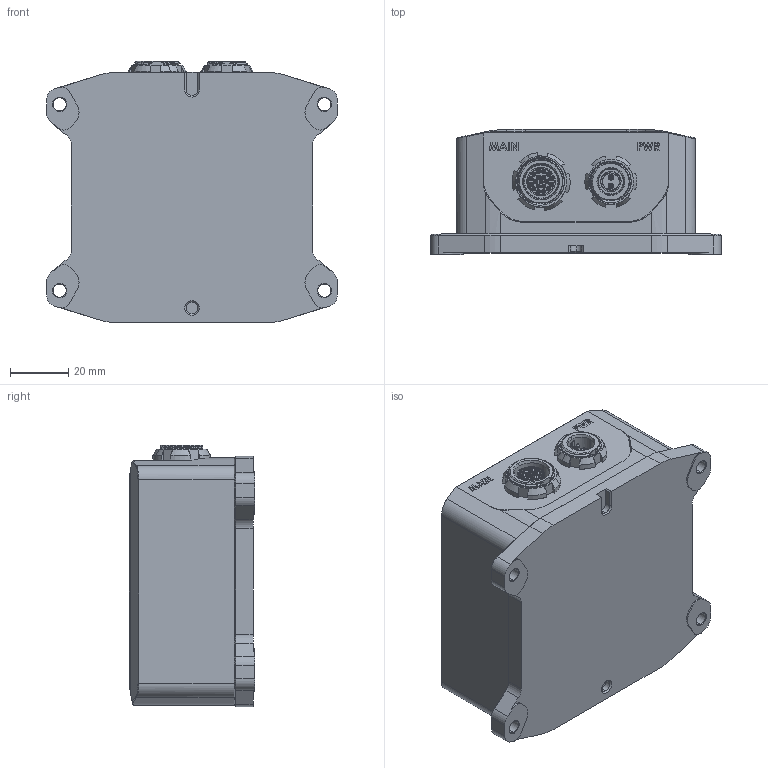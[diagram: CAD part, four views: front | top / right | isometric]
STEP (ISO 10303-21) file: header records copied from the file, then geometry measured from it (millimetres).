
FILE_DESCRIPTION (( 'STEP AP214' ), '1' );
FILE_NAME ('EKINOX-A.STEP', '2013-05-23T13:18:25', ( 'Stéphane' ), ( 'Microsoft' ), 'SwSTEP 2.0', 'SolidWorks 2012', '' );
FILE_SCHEMA (( 'AUTOMOTIVE_DESIGN' ));
Length unit declared in the file: millimetre
Products named in the file (8): Fischer-AL1731-SLOTTED-NUT-103; Fischer-AL1731-DBPU-103-Z051PB11-12G13; Fischer-AL1731-SLOTTED-NUT-104; Fischer-AL1731-DBPU-104-A092PB11-12G13; EKINOX-LABEL; EKINOX-COVER-A; EKINOX-BASE; EKINOX-A
Assembly tree (7 placements, depth 2):
  EKINOX-A
    EKINOX-BASE
    EKINOX-COVER-A
    EKINOX-LABEL
    Fischer-AL1731-DBPU-104-A092PB11-12G13
    Fischer-AL1731-SLOTTED-NUT-104
    Fischer-AL1731-DBPU-103-Z051PB11-12G13
    Fischer-AL1731-SLOTTED-NUT-103
Bounding box: 100 x 43 x 89.75 mm (x, y, z)
Volume: 309419 mm3; surface area: 57198.4 mm2
Topology: 11 solids, 15 shells, 2201 faces, 6251 edges, 4169 vertices
Faces by surface type: plane 817, cylinder 721, bspline 361, cone 268, torus 26, sphere 8
Entity records: 117205 total; most frequent: CARTESIAN_POINT 46731, ORIENTED_EDGE 12406, DIRECTION 8541, EDGE_CURVE 6203, VERTEX_POINT 4165, AXIS2_PLACEMENT_3D 3049, B_SPLINE_CURVE_WITH_KNOTS 2507, VECTOR 2443
